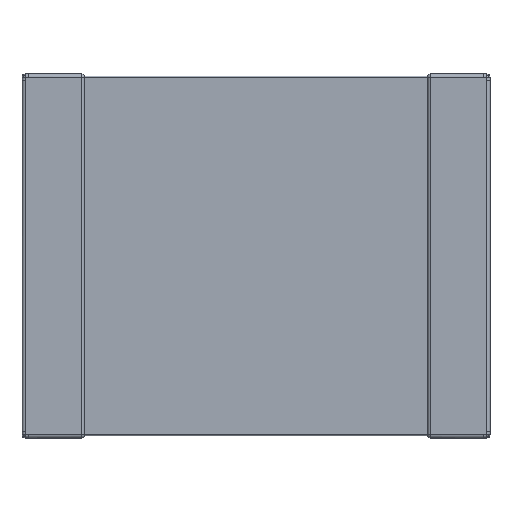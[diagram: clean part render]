
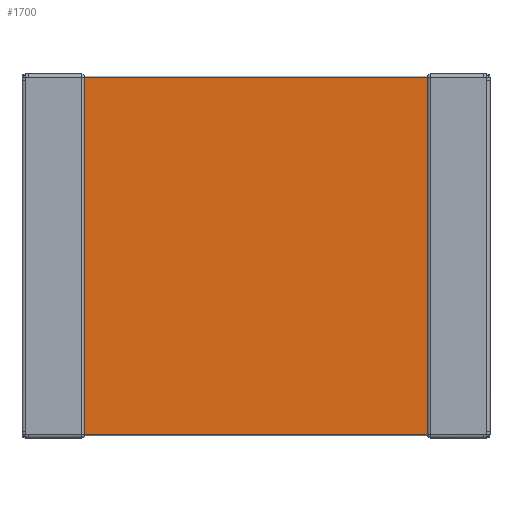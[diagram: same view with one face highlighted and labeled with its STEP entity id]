
A CAD part, front view. The second image highlights one B-rep face of the part: STEP entity #1700.
In plain terms, the highlighted planar face has unit normal (0, -1, 0).
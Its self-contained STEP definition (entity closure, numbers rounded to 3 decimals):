
#31 = VERTEX_POINT ( 'NONE', #1516 ) ;
#79 = ORIENTED_EDGE ( 'NONE', *, *, #982, .T. ) ;
#102 = ORIENTED_EDGE ( 'NONE', *, *, #3085, .T. ) ;
#225 = DIRECTION ( 'NONE',  ( -1., 0., 0. ) ) ;
#234 = EDGE_LOOP ( 'NONE', ( #3278, #102, #3042, #79 ) ) ;
#260 = VECTOR ( 'NONE', #1685, 1000. ) ;
#340 = LINE ( 'NONE', #4297, #1197 ) ;
#341 = EDGE_CURVE ( 'NONE', #3367, #672, #340, .T. ) ;
#483 = LINE ( 'NONE', #4373, #4138 ) ;
#672 = VERTEX_POINT ( 'NONE', #4244 ) ;
#848 = AXIS2_PLACEMENT_3D ( 'NONE', #3745, #1499, #4121 ) ;
#982 = EDGE_CURVE ( 'NONE', #1970, #672, #1240, .T. ) ;
#1197 = VECTOR ( 'NONE', #3710, 1000. ) ;
#1240 = LINE ( 'NONE', #4700, #260 ) ;
#1499 = DIRECTION ( 'NONE',  ( 0., 1., 0. ) ) ;
#1516 = CARTESIAN_POINT ( 'NONE',  ( 1.652, 0.02, 1.72 ) ) ;
#1685 = DIRECTION ( 'NONE',  ( 0., 0., -1. ) ) ;
#1700 = ADVANCED_FACE ( 'NONE', ( #4453 ), #1844, .F. ) ;
#1710 = CARTESIAN_POINT ( 'NONE',  ( 6.155, 0.02, 1.72 ) ) ;
#1844 = PLANE ( 'NONE',  #848 ) ;
#1970 = VERTEX_POINT ( 'NONE', #3812 ) ;
#2601 = VECTOR ( 'NONE', #225, 1000. ) ;
#2790 = CARTESIAN_POINT ( 'NONE',  ( 1.652, 0.02, -1.72 ) ) ;
#2884 = DIRECTION ( 'NONE',  ( 0., 0., 1. ) ) ;
#3042 = ORIENTED_EDGE ( 'NONE', *, *, #3753, .T. ) ;
#3085 = EDGE_CURVE ( 'NONE', #3367, #31, #483, .T. ) ;
#3278 = ORIENTED_EDGE ( 'NONE', *, *, #341, .F. ) ;
#3367 = VERTEX_POINT ( 'NONE', #2790 ) ;
#3710 = DIRECTION ( 'NONE',  ( -1., 0., 0. ) ) ;
#3745 = CARTESIAN_POINT ( 'NONE',  ( 6.155, 0.02, 1.72 ) ) ;
#3753 = EDGE_CURVE ( 'NONE', #31, #1970, #4566, .T. ) ;
#3812 = CARTESIAN_POINT ( 'NONE',  ( -1.652, 0.02, 1.72 ) ) ;
#4121 = DIRECTION ( 'NONE',  ( 0., 0., 1. ) ) ;
#4138 = VECTOR ( 'NONE', #2884, 1000. ) ;
#4244 = CARTESIAN_POINT ( 'NONE',  ( -1.652, 0.02, -1.72 ) ) ;
#4297 = CARTESIAN_POINT ( 'NONE',  ( 6.155, 0.02, -1.72 ) ) ;
#4373 = CARTESIAN_POINT ( 'NONE',  ( 1.652, 0.02, -1.72 ) ) ;
#4453 = FACE_OUTER_BOUND ( 'NONE', #234, .T. ) ;
#4566 = LINE ( 'NONE', #1710, #2601 ) ;
#4700 = CARTESIAN_POINT ( 'NONE',  ( -1.652, 0.02, 0. ) ) ;
